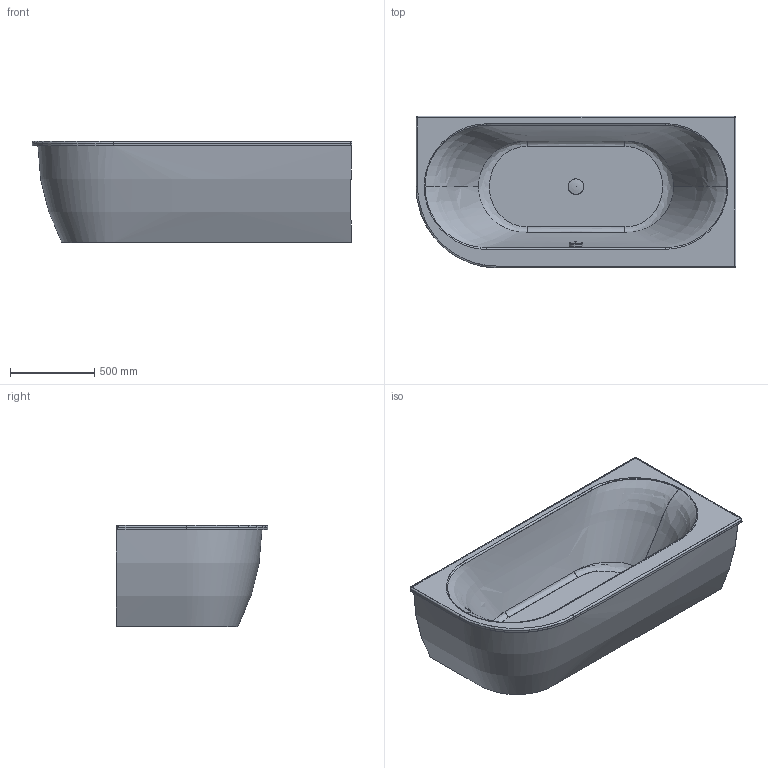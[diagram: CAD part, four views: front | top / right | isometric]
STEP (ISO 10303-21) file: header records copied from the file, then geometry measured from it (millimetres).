
FILE_DESCRIPTION((''),'2;1');
FILE_NAME('700247.stp','2011-05-18T20:54:28',('Administrator'),(''),'Autodesk Inventor 2011','Autodesk Inventor 2011','');
FILE_SCHEMA(('AUTOMOTIVE_DESIGN { 1 0 10303 214 1 1 1 1 }'));
Length unit declared in the file: millimetre
Products named in the file (5): 700247; Kelch_75; Stopfen_90; Verschluss_Ueberlauf
Assembly tree (4 placements, depth 2):
  700247
    700247
    Kelch_75
    Stopfen_90
    Verschluss_Ueberlauf
Bounding box: 1900.13 x 900.21 x 600.17 mm (x, y, z)
Volume: 20629150.1 mm3; surface area: 8726869.2 mm2
Topology: 4 solids, 4 shells, 112 faces, 300 edges, 192 vertices
Faces by surface type: cylinder 32, plane 32, bspline 29, torus 12, cone 4, sphere 3
Full cylindrical faces by diameter (mm): 15 x1, 52 x1, 52.252 x1, 61 x1, 65 x1, 74 x1, 79.999 x1, 90 x1
Entity records: 60064 total; most frequent: CARTESIAN_POINT 57405, ORIENTED_EDGE 534, DIRECTION 436, EDGE_CURVE 267, VERTEX_POINT 185, AXIS2_PLACEMENT_3D 171, EDGE_LOOP 142, FACE_OUTER_BOUND 112
